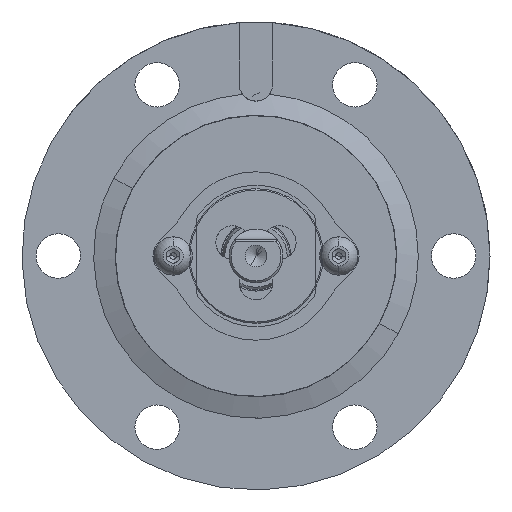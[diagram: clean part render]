
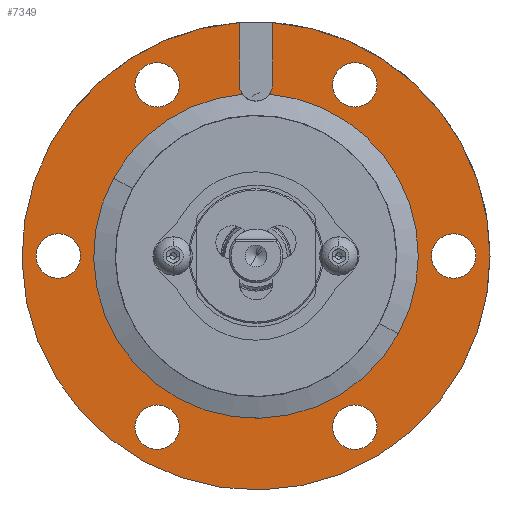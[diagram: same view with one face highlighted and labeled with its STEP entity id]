
A CAD part, left-side view. The second image highlights one B-rep face of the part: STEP entity #7349.
In plain terms, the highlighted planar face has unit normal (-1, 0, 0).
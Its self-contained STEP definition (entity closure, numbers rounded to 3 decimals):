
#7123=AXIS2_PLACEMENT_3D('Circle Axis2P3D',#7121,#7122,$) ;
#7135=AXIS2_PLACEMENT_3D('Circle Axis2P3D',#7133,#7134,$) ;
#7142=AXIS2_PLACEMENT_3D('Circle Axis2P3D',#7140,#7141,$) ;
#7180=AXIS2_PLACEMENT_3D('Plane Axis2P3D',#7177,#7178,#7179) ;
#7191=AXIS2_PLACEMENT_3D('Circle Axis2P3D',#7189,#7190,$) ;
#7198=AXIS2_PLACEMENT_3D('Circle Axis2P3D',#7196,#7197,$) ;
#7205=AXIS2_PLACEMENT_3D('Circle Axis2P3D',#7203,#7204,$) ;
#7212=AXIS2_PLACEMENT_3D('Circle Axis2P3D',#7210,#7211,$) ;
#7219=AXIS2_PLACEMENT_3D('Circle Axis2P3D',#7217,#7218,$) ;
#7243=AXIS2_PLACEMENT_3D('Circle Axis2P3D',#7241,#7242,$) ;
#7252=AXIS2_PLACEMENT_3D('Circle Axis2P3D',#7250,#7251,$) ;
#7261=AXIS2_PLACEMENT_3D('Circle Axis2P3D',#7259,#7260,$) ;
#7270=AXIS2_PLACEMENT_3D('Circle Axis2P3D',#7268,#7269,$) ;
#7279=AXIS2_PLACEMENT_3D('Circle Axis2P3D',#7277,#7278,$) ;
#7288=AXIS2_PLACEMENT_3D('Circle Axis2P3D',#7286,#7287,$) ;
#7297=AXIS2_PLACEMENT_3D('Circle Axis2P3D',#7295,#7296,$) ;
#7306=AXIS2_PLACEMENT_3D('Circle Axis2P3D',#7304,#7305,$) ;
#7315=AXIS2_PLACEMENT_3D('Circle Axis2P3D',#7313,#7314,$) ;
#7324=AXIS2_PLACEMENT_3D('Circle Axis2P3D',#7322,#7323,$) ;
#7333=AXIS2_PLACEMENT_3D('Circle Axis2P3D',#7331,#7332,$) ;
#7342=AXIS2_PLACEMENT_3D('Circle Axis2P3D',#7340,#7341,$) ;
#7111=CARTESIAN_POINT('Vertex',(-1.2,30.496,16.66)) ;
#7118=CARTESIAN_POINT('Vertex',(-1.2,-30.496,-16.66)) ;
#7121=CARTESIAN_POINT('Axis2P3D Location',(-1.2,0.,0.)) ;
#7133=CARTESIAN_POINT('Axis2P3D Location',(-1.2,0.,0.)) ;
#7137=CARTESIAN_POINT('Vertex',(-1.2,-2.5,34.66)) ;
#7140=CARTESIAN_POINT('Axis2P3D Location',(-1.2,0.,0.)) ;
#7144=CARTESIAN_POINT('Vertex',(-1.2,2.5,34.66)) ;
#7177=CARTESIAN_POINT('Axis2P3D Location',(-1.2,24.1,0.)) ;
#7182=CARTESIAN_POINT('Line Origine',(-1.2,-2.5,30.08)) ;
#7186=CARTESIAN_POINT('Vertex',(-1.2,-2.5,25.5)) ;
#7189=CARTESIAN_POINT('Axis2P3D Location',(-1.2,0.,25.5)) ;
#7193=CARTESIAN_POINT('Vertex',(-1.2,-2.012,24.016)) ;
#7196=CARTESIAN_POINT('Axis2P3D Location',(-1.2,0.,0.)) ;
#7200=CARTESIAN_POINT('Vertex',(-1.2,-21.15,-11.554)) ;
#7203=CARTESIAN_POINT('Axis2P3D Location',(-1.2,0.,0.)) ;
#7207=CARTESIAN_POINT('Vertex',(-1.2,21.15,11.554)) ;
#7210=CARTESIAN_POINT('Axis2P3D Location',(-1.2,0.,0.)) ;
#7214=CARTESIAN_POINT('Vertex',(-1.2,2.012,24.016)) ;
#7217=CARTESIAN_POINT('Axis2P3D Location',(-1.2,0.,25.5)) ;
#7221=CARTESIAN_POINT('Vertex',(-1.2,2.5,25.5)) ;
#7224=CARTESIAN_POINT('Line Origine',(-1.2,2.5,30.08)) ;
#7241=CARTESIAN_POINT('Axis2P3D Location',(-1.2,-29.35,0.)) ;
#7245=CARTESIAN_POINT('Vertex',(-1.2,-32.246,-1.582)) ;
#7247=CARTESIAN_POINT('Vertex',(-1.2,-26.454,1.582)) ;
#7250=CARTESIAN_POINT('Axis2P3D Location',(-1.2,-29.35,0.)) ;
#7259=CARTESIAN_POINT('Axis2P3D Location',(-1.2,-14.675,-25.418)) ;
#7263=CARTESIAN_POINT('Vertex',(-1.2,-11.779,-23.836)) ;
#7265=CARTESIAN_POINT('Vertex',(-1.2,-17.571,-27.)) ;
#7268=CARTESIAN_POINT('Axis2P3D Location',(-1.2,-14.675,-25.418)) ;
#7277=CARTESIAN_POINT('Axis2P3D Location',(-1.2,14.675,-25.418)) ;
#7281=CARTESIAN_POINT('Vertex',(-1.2,17.571,-23.836)) ;
#7283=CARTESIAN_POINT('Vertex',(-1.2,11.779,-27.)) ;
#7286=CARTESIAN_POINT('Axis2P3D Location',(-1.2,14.675,-25.418)) ;
#7295=CARTESIAN_POINT('Axis2P3D Location',(-1.2,29.35,0.)) ;
#7299=CARTESIAN_POINT('Vertex',(-1.2,32.246,1.582)) ;
#7301=CARTESIAN_POINT('Vertex',(-1.2,26.454,-1.582)) ;
#7304=CARTESIAN_POINT('Axis2P3D Location',(-1.2,29.35,0.)) ;
#7313=CARTESIAN_POINT('Axis2P3D Location',(-1.2,14.675,25.418)) ;
#7317=CARTESIAN_POINT('Vertex',(-1.2,17.571,27.)) ;
#7319=CARTESIAN_POINT('Vertex',(-1.2,11.779,23.836)) ;
#7322=CARTESIAN_POINT('Axis2P3D Location',(-1.2,14.675,25.418)) ;
#7331=CARTESIAN_POINT('Axis2P3D Location',(-1.2,-14.675,25.418)) ;
#7335=CARTESIAN_POINT('Vertex',(-1.2,-11.779,27.)) ;
#7337=CARTESIAN_POINT('Vertex',(-1.2,-17.571,23.836)) ;
#7340=CARTESIAN_POINT('Axis2P3D Location',(-1.2,-14.675,25.418)) ;
#7122=DIRECTION('Axis2P3D Direction',(1.,0.,0.)) ;
#7134=DIRECTION('Axis2P3D Direction',(1.,0.,0.)) ;
#7141=DIRECTION('Axis2P3D Direction',(1.,0.,0.)) ;
#7178=DIRECTION('Axis2P3D Direction',(1.,0.,0.)) ;
#7179=DIRECTION('Axis2P3D XDirection',(0.,1.,0.)) ;
#7183=DIRECTION('Vector Direction',(0.,0.,1.)) ;
#7190=DIRECTION('Axis2P3D Direction',(1.,0.,0.)) ;
#7197=DIRECTION('Axis2P3D Direction',(1.,0.,0.)) ;
#7204=DIRECTION('Axis2P3D Direction',(1.,0.,0.)) ;
#7211=DIRECTION('Axis2P3D Direction',(1.,0.,0.)) ;
#7218=DIRECTION('Axis2P3D Direction',(1.,0.,0.)) ;
#7225=DIRECTION('Vector Direction',(0.,0.,-1.)) ;
#7242=DIRECTION('Axis2P3D Direction',(1.,0.,0.)) ;
#7251=DIRECTION('Axis2P3D Direction',(1.,0.,0.)) ;
#7260=DIRECTION('Axis2P3D Direction',(1.,0.,0.)) ;
#7269=DIRECTION('Axis2P3D Direction',(1.,0.,0.)) ;
#7278=DIRECTION('Axis2P3D Direction',(1.,0.,0.)) ;
#7287=DIRECTION('Axis2P3D Direction',(1.,0.,0.)) ;
#7296=DIRECTION('Axis2P3D Direction',(1.,0.,0.)) ;
#7305=DIRECTION('Axis2P3D Direction',(1.,0.,0.)) ;
#7314=DIRECTION('Axis2P3D Direction',(1.,0.,0.)) ;
#7323=DIRECTION('Axis2P3D Direction',(1.,0.,0.)) ;
#7332=DIRECTION('Axis2P3D Direction',(1.,0.,0.)) ;
#7341=DIRECTION('Axis2P3D Direction',(1.,0.,0.)) ;
#7184=VECTOR('Line Direction',#7183,1.) ;
#7226=VECTOR('Line Direction',#7225,1.) ;
#7230=ORIENTED_EDGE('',*,*,#7188,.F.) ;
#7231=ORIENTED_EDGE('',*,*,#7195,.F.) ;
#7232=ORIENTED_EDGE('',*,*,#7202,.T.) ;
#7233=ORIENTED_EDGE('',*,*,#7209,.T.) ;
#7234=ORIENTED_EDGE('',*,*,#7216,.T.) ;
#7235=ORIENTED_EDGE('',*,*,#7223,.F.) ;
#7236=ORIENTED_EDGE('',*,*,#7228,.F.) ;
#7237=ORIENTED_EDGE('',*,*,#7146,.F.) ;
#7238=ORIENTED_EDGE('',*,*,#7125,.F.) ;
#7239=ORIENTED_EDGE('',*,*,#7139,.F.) ;
#7256=ORIENTED_EDGE('',*,*,#7249,.T.) ;
#7257=ORIENTED_EDGE('',*,*,#7254,.T.) ;
#7274=ORIENTED_EDGE('',*,*,#7267,.T.) ;
#7275=ORIENTED_EDGE('',*,*,#7272,.T.) ;
#7292=ORIENTED_EDGE('',*,*,#7285,.T.) ;
#7293=ORIENTED_EDGE('',*,*,#7290,.T.) ;
#7310=ORIENTED_EDGE('',*,*,#7303,.T.) ;
#7311=ORIENTED_EDGE('',*,*,#7308,.T.) ;
#7328=ORIENTED_EDGE('',*,*,#7321,.T.) ;
#7329=ORIENTED_EDGE('',*,*,#7326,.T.) ;
#7346=ORIENTED_EDGE('',*,*,#7339,.T.) ;
#7347=ORIENTED_EDGE('',*,*,#7344,.T.) ;
#7258=FACE_BOUND('',#7255,.T.) ;
#7276=FACE_BOUND('',#7273,.T.) ;
#7294=FACE_BOUND('',#7291,.T.) ;
#7312=FACE_BOUND('',#7309,.T.) ;
#7330=FACE_BOUND('',#7327,.T.) ;
#7348=FACE_BOUND('',#7345,.T.) ;
#7349=ADVANCED_FACE('Hauptk\X2\00F6\X0\rper',(#7240,#7258,#7276,#7294,#7312,#7330,#7348),#7181,.F.) ;
#7124=CIRCLE('generated circle',#7123,34.75) ;
#7136=CIRCLE('generated circle',#7135,34.75) ;
#7143=CIRCLE('generated circle',#7142,34.75) ;
#7192=CIRCLE('generated circle',#7191,2.5) ;
#7199=CIRCLE('generated circle',#7198,24.1) ;
#7206=CIRCLE('generated circle',#7205,24.1) ;
#7213=CIRCLE('generated circle',#7212,24.1) ;
#7220=CIRCLE('generated circle',#7219,2.5) ;
#7244=CIRCLE('generated circle',#7243,3.3) ;
#7253=CIRCLE('generated circle',#7252,3.3) ;
#7262=CIRCLE('generated circle',#7261,3.3) ;
#7271=CIRCLE('generated circle',#7270,3.3) ;
#7280=CIRCLE('generated circle',#7279,3.3) ;
#7289=CIRCLE('generated circle',#7288,3.3) ;
#7298=CIRCLE('generated circle',#7297,3.3) ;
#7307=CIRCLE('generated circle',#7306,3.3) ;
#7316=CIRCLE('generated circle',#7315,3.3) ;
#7325=CIRCLE('generated circle',#7324,3.3) ;
#7334=CIRCLE('generated circle',#7333,3.3) ;
#7343=CIRCLE('generated circle',#7342,3.3) ;
#7125=EDGE_CURVE('',#7119,#7112,#7124,.T.) ;
#7139=EDGE_CURVE('',#7138,#7119,#7136,.T.) ;
#7146=EDGE_CURVE('',#7112,#7145,#7143,.T.) ;
#7188=EDGE_CURVE('',#7187,#7138,#7185,.T.) ;
#7195=EDGE_CURVE('',#7194,#7187,#7192,.F.) ;
#7202=EDGE_CURVE('',#7194,#7201,#7199,.T.) ;
#7209=EDGE_CURVE('',#7201,#7208,#7206,.T.) ;
#7216=EDGE_CURVE('',#7208,#7215,#7213,.T.) ;
#7223=EDGE_CURVE('',#7222,#7215,#7220,.F.) ;
#7228=EDGE_CURVE('',#7145,#7222,#7227,.T.) ;
#7249=EDGE_CURVE('',#7246,#7248,#7244,.T.) ;
#7254=EDGE_CURVE('',#7248,#7246,#7253,.T.) ;
#7267=EDGE_CURVE('',#7264,#7266,#7262,.T.) ;
#7272=EDGE_CURVE('',#7266,#7264,#7271,.T.) ;
#7285=EDGE_CURVE('',#7282,#7284,#7280,.T.) ;
#7290=EDGE_CURVE('',#7284,#7282,#7289,.T.) ;
#7303=EDGE_CURVE('',#7300,#7302,#7298,.T.) ;
#7308=EDGE_CURVE('',#7302,#7300,#7307,.T.) ;
#7321=EDGE_CURVE('',#7318,#7320,#7316,.T.) ;
#7326=EDGE_CURVE('',#7320,#7318,#7325,.T.) ;
#7339=EDGE_CURVE('',#7336,#7338,#7334,.T.) ;
#7344=EDGE_CURVE('',#7338,#7336,#7343,.T.) ;
#7229=EDGE_LOOP('',(#7230,#7231,#7232,#7233,#7234,#7235,#7236,#7237,#7238,#7239)) ;
#7255=EDGE_LOOP('',(#7256,#7257)) ;
#7273=EDGE_LOOP('',(#7274,#7275)) ;
#7291=EDGE_LOOP('',(#7292,#7293)) ;
#7309=EDGE_LOOP('',(#7310,#7311)) ;
#7327=EDGE_LOOP('',(#7328,#7329)) ;
#7345=EDGE_LOOP('',(#7346,#7347)) ;
#7240=FACE_OUTER_BOUND('',#7229,.T.) ;
#7185=LINE('Line',#7182,#7184) ;
#7227=LINE('Line',#7224,#7226) ;
#7181=PLANE('',#7180) ;
#7112=VERTEX_POINT('',#7111) ;
#7119=VERTEX_POINT('',#7118) ;
#7138=VERTEX_POINT('',#7137) ;
#7145=VERTEX_POINT('',#7144) ;
#7187=VERTEX_POINT('',#7186) ;
#7194=VERTEX_POINT('',#7193) ;
#7201=VERTEX_POINT('',#7200) ;
#7208=VERTEX_POINT('',#7207) ;
#7215=VERTEX_POINT('',#7214) ;
#7222=VERTEX_POINT('',#7221) ;
#7246=VERTEX_POINT('',#7245) ;
#7248=VERTEX_POINT('',#7247) ;
#7264=VERTEX_POINT('',#7263) ;
#7266=VERTEX_POINT('',#7265) ;
#7282=VERTEX_POINT('',#7281) ;
#7284=VERTEX_POINT('',#7283) ;
#7300=VERTEX_POINT('',#7299) ;
#7302=VERTEX_POINT('',#7301) ;
#7318=VERTEX_POINT('',#7317) ;
#7320=VERTEX_POINT('',#7319) ;
#7336=VERTEX_POINT('',#7335) ;
#7338=VERTEX_POINT('',#7337) ;
